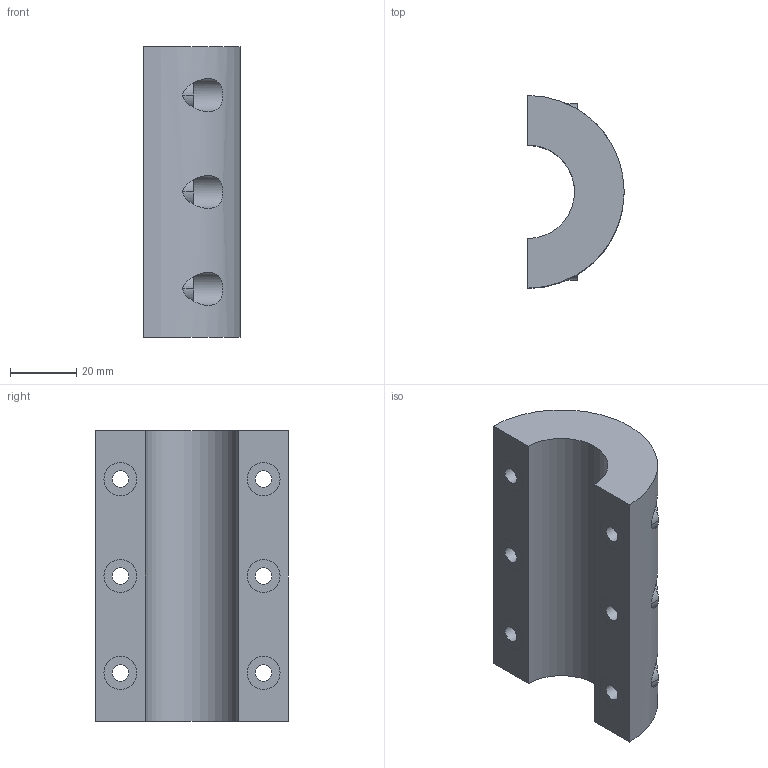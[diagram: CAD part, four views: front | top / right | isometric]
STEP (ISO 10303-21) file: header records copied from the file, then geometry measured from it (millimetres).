
FILE_DESCRIPTION(('FreeCAD Model'),'2;1');
FILE_NAME('Open CASCADE Shape Model','2024-02-22T14:39:49',(''),(''), 'Open CASCADE STEP processor 7.7','FreeCAD','Unknown');
FILE_SCHEMA(('AUTOMOTIVE_DESIGN { 1 0 10303 214 1 1 1 1 }'));
Length unit declared in the file: millimetre
Products named in the file (1): Screw-Side
Bounding box: 29.12 x 58.25 x 87.8 mm (x, y, z)
Volume: 85402.3 mm3; surface area: 18349.7 mm2
Topology: 1 solids, 1 shells, 48 faces, 90 edges, 56 vertices
Faces by surface type: cylinder 26, plane 16, cone 6
Full cylindrical faces by diameter (mm): 5 x6
Entity records: 8273 total; most frequent: CARTESIAN_POINT 6477, DIRECTION 309, ORIENTED_EDGE 180, PCURVE 180, DEFINITIONAL_REPRESENTATION 180, LINE 112, VECTOR 112, AXIS2_PLACEMENT_3D 95
